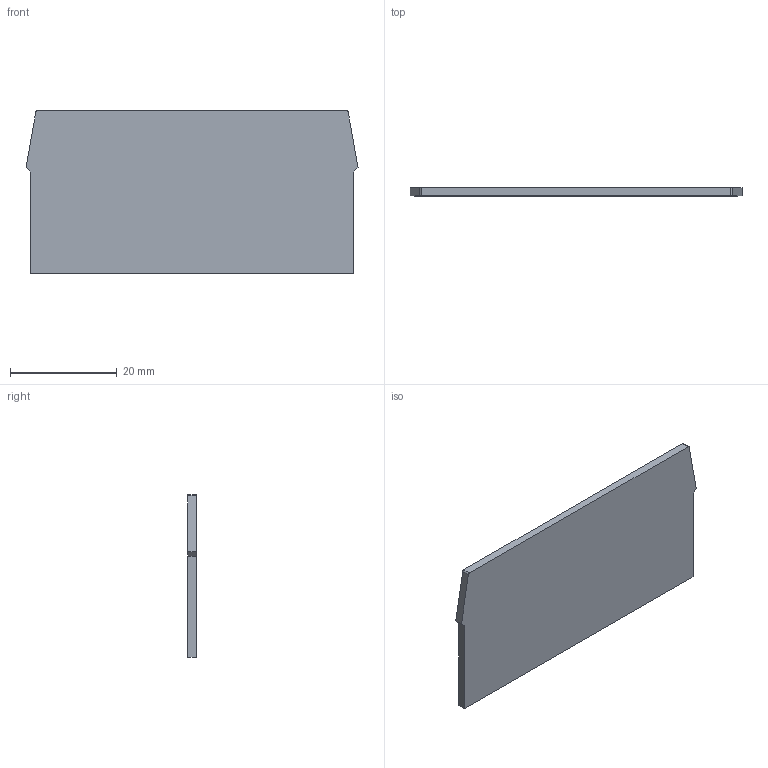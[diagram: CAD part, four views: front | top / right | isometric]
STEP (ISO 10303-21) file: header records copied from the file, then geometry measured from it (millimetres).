
FILE_DESCRIPTION (( 'STEP AP214' ), '1' );
FILE_NAME ('EPCX2.5_3.STEP', '2024-10-31T13:31:00', ( '' ), ( '' ), 'SwSTEP 2.0', 'SolidWorks 2022', '' );
FILE_SCHEMA (( 'AUTOMOTIVE_DESIGN' ));
Length unit declared in the file: millimetre
Products named in the file (1): EPCX2.5_3
Bounding box: 62.2 x 1.5 x 30.5 mm (x, y, z)
Volume: 2766 mm3; surface area: 3959.2 mm2
Topology: 1 solids, 1 shells, 12 faces, 32 edges, 22 vertices
Faces by surface type: plane 10, cylinder 2
Entity records: 410 total; most frequent: CARTESIAN_POINT 67, ORIENTED_EDGE 64, DIRECTION 62, EDGE_CURVE 32, LINE 28, VECTOR 28, VERTEX_POINT 22, AXIS2_PLACEMENT_3D 17
